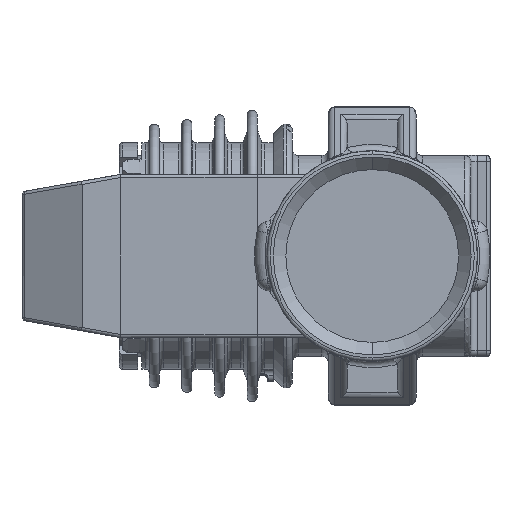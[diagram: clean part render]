
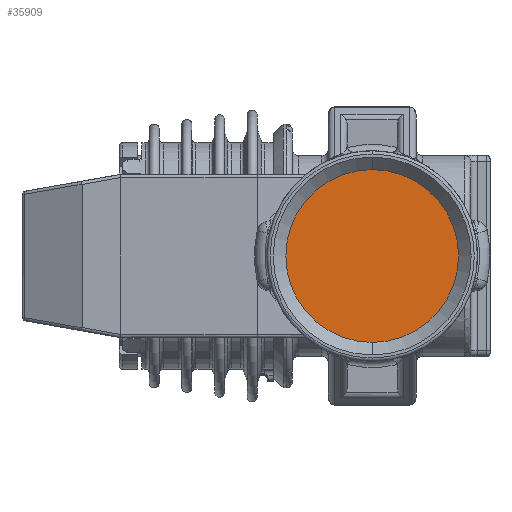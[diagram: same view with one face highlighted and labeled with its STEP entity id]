
A CAD part, left-side view. The second image highlights one B-rep face of the part: STEP entity #35909.
In plain terms, the highlighted planar face has unit normal (-1, 0, 0).
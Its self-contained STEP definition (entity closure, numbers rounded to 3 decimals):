
#7301=CARTESIAN_POINT('',(-39.,7.85,0.));
#7302=DIRECTION('',(1.,0.,0.));
#7303=DIRECTION('',(0.,0.,-1.));
#7304=AXIS2_PLACEMENT_3D('',#7301,#7302,#7303);
#7315=CARTESIAN_POINT('',(-39.,7.85,0.));
#7316=DIRECTION('',(1.,0.,0.));
#7317=DIRECTION('',(0.,0.,1.));
#7318=AXIS2_PLACEMENT_3D('',#7315,#7316,#7317);
#27872=CARTESIAN_POINT('',(-39.,7.85,6.875));
#27873=CARTESIAN_POINT('',(-39.,7.85,-6.875));
#27874=VERTEX_POINT('',#27872);
#27875=VERTEX_POINT('',#27873);
#35899=CARTESIAN_POINT('',(-39.,0.,0.));
#35900=DIRECTION('',(-1.,0.,0.));
#35901=DIRECTION('',(0.,0.,1.));
#35902=AXIS2_PLACEMENT_3D('',#35899,#35900,#35901);
#35903=PLANE('',#35902);
#35905=ORIENTED_EDGE('',*,*,#35904,.T.);
#35906=ORIENTED_EDGE('',*,*,#35889,.T.);
#35907=EDGE_LOOP('',(#35905,#35906));
#35908=FACE_OUTER_BOUND('',#35907,.F.);
#35909=ADVANCED_FACE('',(#35908),#35903,.T.);
#7305=CIRCLE('',#7304,6.875);
#7319=CIRCLE('',#7318,6.875);
#35889=EDGE_CURVE('',#27875,#27874,#7305,.T.);
#35904=EDGE_CURVE('',#27874,#27875,#7319,.T.);
